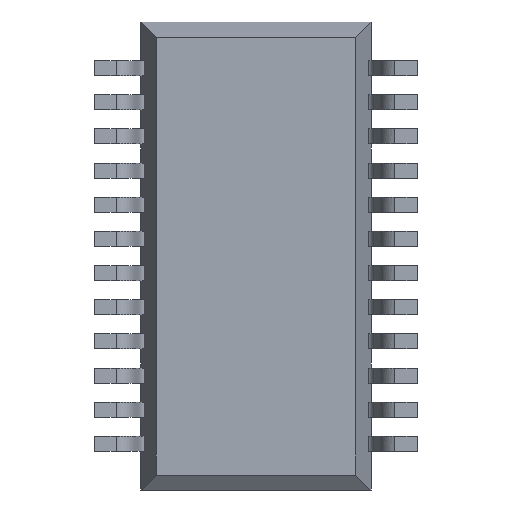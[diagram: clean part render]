
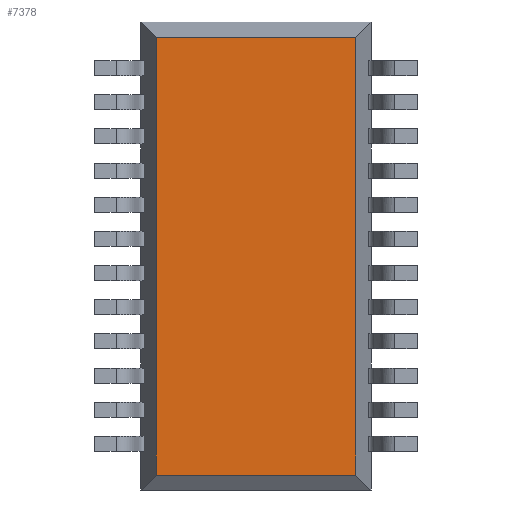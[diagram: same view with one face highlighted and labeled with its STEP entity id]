
A CAD part, front view. The second image highlights one B-rep face of the part: STEP entity #7378.
In plain terms, the highlighted planar face has unit normal (0, -1, 0).
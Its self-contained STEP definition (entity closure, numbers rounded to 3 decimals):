
#138 = DIRECTION ( 'NONE',  ( 0., 0., -1. ) ) ;
#333 = DIRECTION ( 'NONE',  ( 1., 0., 0. ) ) ;
#649 = VERTEX_POINT ( 'NONE', #8625 ) ;
#1418 = ORIENTED_EDGE ( 'NONE', *, *, #2247, .T. ) ;
#1500 = DIRECTION ( 'NONE',  ( -1., 0., 0. ) ) ;
#1518 = CARTESIAN_POINT ( 'NONE',  ( 1.85, -0.8, 0.278 ) ) ;
#1773 = ORIENTED_EDGE ( 'NONE', *, *, #4572, .T. ) ;
#2247 = EDGE_CURVE ( 'NONE', #3672, #2298, #6867, .T. ) ;
#2298 = VERTEX_POINT ( 'NONE', #8147 ) ;
#2347 = CARTESIAN_POINT ( 'NONE',  ( 1.85, -0.8, 0. ) ) ;
#2793 = DIRECTION ( 'NONE',  ( 0., -1., 0. ) ) ;
#3672 = VERTEX_POINT ( 'NONE', #5944 ) ;
#4126 = FACE_OUTER_BOUND ( 'NONE', #4428, .T. ) ;
#4154 = VECTOR ( 'NONE', #333, 1000. ) ;
#4160 = CARTESIAN_POINT ( 'NONE',  ( -1.85, -0.8, 8.416 ) ) ;
#4428 = EDGE_LOOP ( 'NONE', ( #1773, #8089, #5841, #1418 ) ) ;
#4513 = DIRECTION ( 'NONE',  ( 0., 0., -1. ) ) ;
#4572 = EDGE_CURVE ( 'NONE', #2298, #649, #6645, .T. ) ;
#4784 = PLANE ( 'NONE',  #5427 ) ;
#5037 = EDGE_CURVE ( 'NONE', #5355, #3672, #8428, .T. ) ;
#5355 = VERTEX_POINT ( 'NONE', #1518 ) ;
#5427 = AXIS2_PLACEMENT_3D ( 'NONE', #7493, #2793, #138 ) ;
#5841 = ORIENTED_EDGE ( 'NONE', *, *, #5037, .T. ) ;
#5944 = CARTESIAN_POINT ( 'NONE',  ( 1.85, -0.8, 8.416 ) ) ;
#6645 = LINE ( 'NONE', #7132, #7523 ) ;
#6867 = LINE ( 'NONE', #4160, #8463 ) ;
#6901 = CARTESIAN_POINT ( 'NONE',  ( -1.85, -0.8, 0.278 ) ) ;
#7132 = CARTESIAN_POINT ( 'NONE',  ( -1.85, -0.8, 0. ) ) ;
#7378 = ADVANCED_FACE ( 'NONE', ( #4126 ), #4784, .T. ) ;
#7493 = CARTESIAN_POINT ( 'NONE',  ( -1.85, -0.8, 0. ) ) ;
#7523 = VECTOR ( 'NONE', #4513, 1000. ) ;
#7778 = LINE ( 'NONE', #6901, #4154 ) ;
#7955 = VECTOR ( 'NONE', #8334, 1000. ) ;
#8089 = ORIENTED_EDGE ( 'NONE', *, *, #8589, .T. ) ;
#8147 = CARTESIAN_POINT ( 'NONE',  ( -1.85, -0.8, 8.416 ) ) ;
#8334 = DIRECTION ( 'NONE',  ( 0., 0., 1. ) ) ;
#8428 = LINE ( 'NONE', #2347, #7955 ) ;
#8463 = VECTOR ( 'NONE', #1500, 1000. ) ;
#8589 = EDGE_CURVE ( 'NONE', #649, #5355, #7778, .T. ) ;
#8625 = CARTESIAN_POINT ( 'NONE',  ( -1.85, -0.8, 0.278 ) ) ;
